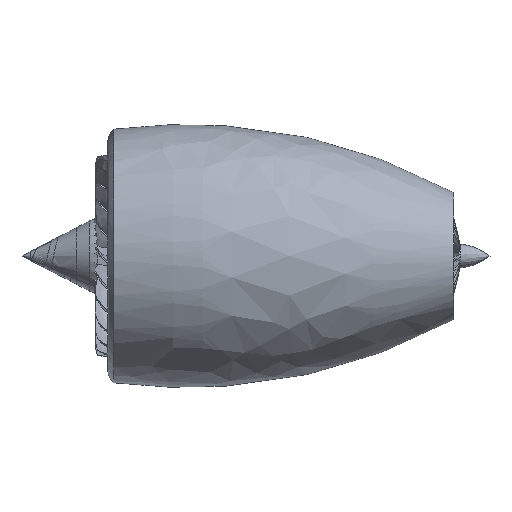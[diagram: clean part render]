
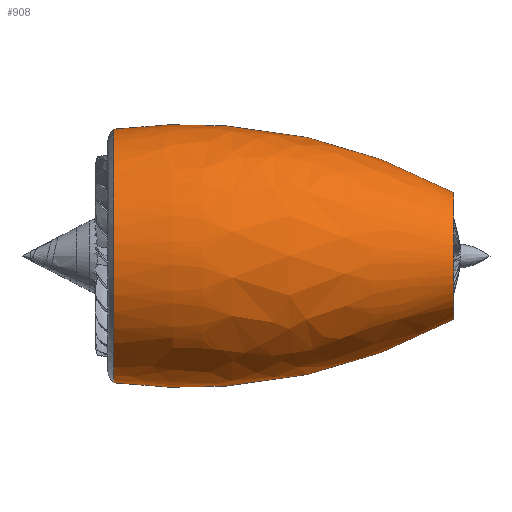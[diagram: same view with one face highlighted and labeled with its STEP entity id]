
A CAD part, top view. The second image highlights one B-rep face of the part: STEP entity #908.
In plain terms, the highlighted free-form (B-spline) face has degree [2, 3] with [3, 4] control points.
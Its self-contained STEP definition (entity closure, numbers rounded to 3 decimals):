
#22 = VERTEX_POINT('',#23);
#23 = CARTESIAN_POINT('',(0.,239.431,0.));
#48 = VERTEX_POINT('',#49);
#49 = CARTESIAN_POINT('',(0.,-239.431,0.));
#80 = VERTEX_POINT('',#81);
#81 = CARTESIAN_POINT('',(642.485,119.635,0.));
#89 = EDGE_CURVE('',#80,#22,#90,.T.);
#90 = B_SPLINE_CURVE_WITH_KNOTS('',2,(#91,#92,#93),.UNSPECIFIED.,.F.,.F.
  ,(3,3),(0.,1.),.PIECEWISE_BEZIER_KNOTS.);
#91 = CARTESIAN_POINT('',(642.485,119.635,0.));
#92 = CARTESIAN_POINT('',(342.27,282.127,0.));
#93 = CARTESIAN_POINT('',(0.,239.431,0.));
#96 = EDGE_CURVE('',#97,#48,#99,.T.);
#97 = VERTEX_POINT('',#98);
#98 = CARTESIAN_POINT('',(642.485,-119.635,
    0.));
#99 = B_SPLINE_CURVE_WITH_KNOTS('',2,(#100,#101,#102),.UNSPECIFIED.,.F.,
  .F.,(3,3),(0.,1.),.PIECEWISE_BEZIER_KNOTS.);
#100 = CARTESIAN_POINT('',(642.485,-119.635,
    0.));
#101 = CARTESIAN_POINT('',(342.27,-282.127,
    0.));
#102 = CARTESIAN_POINT('',(0.,-239.431,0.));
#609 = EDGE_CURVE('',#97,#610,#612,.T.);
#610 = VERTEX_POINT('',#611);
#611 = CARTESIAN_POINT('',(642.485,0.,
    119.635));
#612 = ( BOUNDED_CURVE() B_SPLINE_CURVE(2,(#613,#614,#615),
.UNSPECIFIED.,.F.,.F.) B_SPLINE_CURVE_WITH_KNOTS((3,3),(4.712,
6.283),.PIECEWISE_BEZIER_KNOTS.) CURVE() 
GEOMETRIC_REPRESENTATION_ITEM() RATIONAL_B_SPLINE_CURVE((1.,
0.707,1.)) REPRESENTATION_ITEM('') );
#613 = CARTESIAN_POINT('',(642.485,-119.635,
    0.));
#614 = CARTESIAN_POINT('',(642.485,-119.635,
    119.635));
#615 = CARTESIAN_POINT('',(642.485,0.,
    119.635));
#671 = EDGE_CURVE('',#610,#80,#672,.T.);
#672 = ( BOUNDED_CURVE() B_SPLINE_CURVE(2,(#673,#674,#675),
.UNSPECIFIED.,.F.,.F.) B_SPLINE_CURVE_WITH_KNOTS((3,3),(0.,
1.571),.PIECEWISE_BEZIER_KNOTS.) CURVE() 
GEOMETRIC_REPRESENTATION_ITEM() RATIONAL_B_SPLINE_CURVE((1.,
0.707,1.)) REPRESENTATION_ITEM('') );
#673 = CARTESIAN_POINT('',(642.485,0.,119.635));
#674 = CARTESIAN_POINT('',(642.485,119.635,
    119.635));
#675 = CARTESIAN_POINT('',(642.485,119.635,
    0.));
#908 = ADVANCED_FACE('',(#909),#923,.F.);
#909 = FACE_BOUND('',#910,.F.);
#910 = EDGE_LOOP('',(#911,#919,#920,#921,#922));
#911 = ORIENTED_EDGE('',*,*,#912,.T.);
#912 = EDGE_CURVE('',#48,#22,#913,.T.);
#913 = ( BOUNDED_CURVE() B_SPLINE_CURVE(2,(#914,#915,#916,#917,#918),
.UNSPECIFIED.,.F.,.F.) B_SPLINE_CURVE_WITH_KNOTS((3,2,3),(4.712
,6.283,7.854),.PIECEWISE_BEZIER_KNOTS.) CURVE() 
GEOMETRIC_REPRESENTATION_ITEM() RATIONAL_B_SPLINE_CURVE((1.,
0.707,1.,0.707,1.)) REPRESENTATION_ITEM('') );
#914 = CARTESIAN_POINT('',(0.,-239.431,0.));
#915 = CARTESIAN_POINT('',(0.,-239.431,239.431));
#916 = CARTESIAN_POINT('',(0.,0.,239.431));
#917 = CARTESIAN_POINT('',(0.,239.431,239.431));
#918 = CARTESIAN_POINT('',(0.,239.431,0.));
#919 = ORIENTED_EDGE('',*,*,#89,.F.);
#920 = ORIENTED_EDGE('',*,*,#671,.F.);
#921 = ORIENTED_EDGE('',*,*,#609,.F.);
#922 = ORIENTED_EDGE('',*,*,#96,.T.);
#923 = ( BOUNDED_SURFACE() B_SPLINE_SURFACE(2,3,(
    (#924,#925,#926,#927)
    ,(#928,#929,#930,#931)
    ,(#932,#933,#934,#935
)),.UNSPECIFIED.,.F.,.F.,.F.) B_SPLINE_SURFACE_WITH_KNOTS((3,3),(4,4),(
    0.,1.),(0.,1.),.PIECEWISE_BEZIER_KNOTS.) 
GEOMETRIC_REPRESENTATION_ITEM() RATIONAL_B_SPLINE_SURFACE((
    (1.,0.333,0.333,1.)
    ,(1.,0.333,0.333,1.)
,(1.,0.333,0.333,1.
))) REPRESENTATION_ITEM('') SURFACE() );
#924 = CARTESIAN_POINT('',(642.485,-119.635,
    0.));
#925 = CARTESIAN_POINT('',(642.485,-119.635,
    239.27));
#926 = CARTESIAN_POINT('',(642.485,119.635,
    239.27));
#927 = CARTESIAN_POINT('',(642.485,119.635,
    0.));
#928 = CARTESIAN_POINT('',(342.27,-282.127,
    0.));
#929 = CARTESIAN_POINT('',(342.27,-282.127,
    564.253));
#930 = CARTESIAN_POINT('',(342.27,282.127,
    564.253));
#931 = CARTESIAN_POINT('',(342.27,282.127,
    0.));
#932 = CARTESIAN_POINT('',(0.,-239.431,0.));
#933 = CARTESIAN_POINT('',(0.,-239.431,478.862));
#934 = CARTESIAN_POINT('',(0.,239.431,478.862));
#935 = CARTESIAN_POINT('',(0.,239.431,0.));
